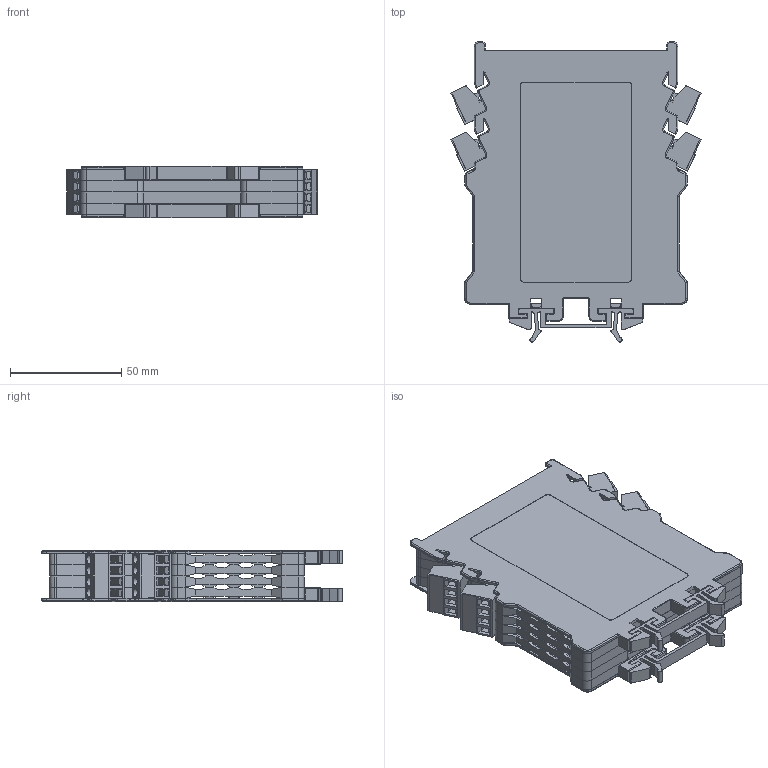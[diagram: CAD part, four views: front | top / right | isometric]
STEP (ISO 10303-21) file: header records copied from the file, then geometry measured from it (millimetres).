
FILE_DESCRIPTION (( 'STEP AP203' ), '1' );
FILE_NAME ('GVD-ohne VarioControl.STEP', '2018-08-03T08:40:58', ( '' ), ( '' ), 'SwSTEP 2.0', 'SolidWorks 2013', '' );
FILE_SCHEMA (( 'CONFIG_CONTROL_DESIGN' ));
Length unit declared in the file: millimetre
Products named in the file (7): GVD-ohne VarioControl; GVD Klemmen; Kammer-GV-07; Deckel-GV-1; Hutschienenhalterung-1; Front-GVD-VarioControl; Baugruppe-GV
Assembly tree (14 placements, depth 3):
  GVD-ohne VarioControl
    Deckel-GV-1
    Hutschienenhalterung-1
    Kammer-GV-07  x4
    Baugruppe-GV
      Deckel-GV-1
      Hutschienenhalterung-1
    GVD Klemmen  x4
    Front-GVD-VarioControl
Bounding box: 112.32 x 134.69 x 22.98 mm (x, y, z)
Volume: 67799.5 mm3; surface area: 94729.6 mm2
Topology: 13 solids, 13 shells, 3952 faces, 10745 edges, 6866 vertices
Faces by surface type: plane 2604, cylinder 984, torus 168, cone 112, bspline 84
Entity records: 46788 total; most frequent: CARTESIAN_POINT 11422, ORIENTED_EDGE 7410, DIRECTION 6941, EDGE_CURVE 3705, LINE 2603, VECTOR 2603, VERTEX_POINT 2366, AXIS2_PLACEMENT_3D 2169
